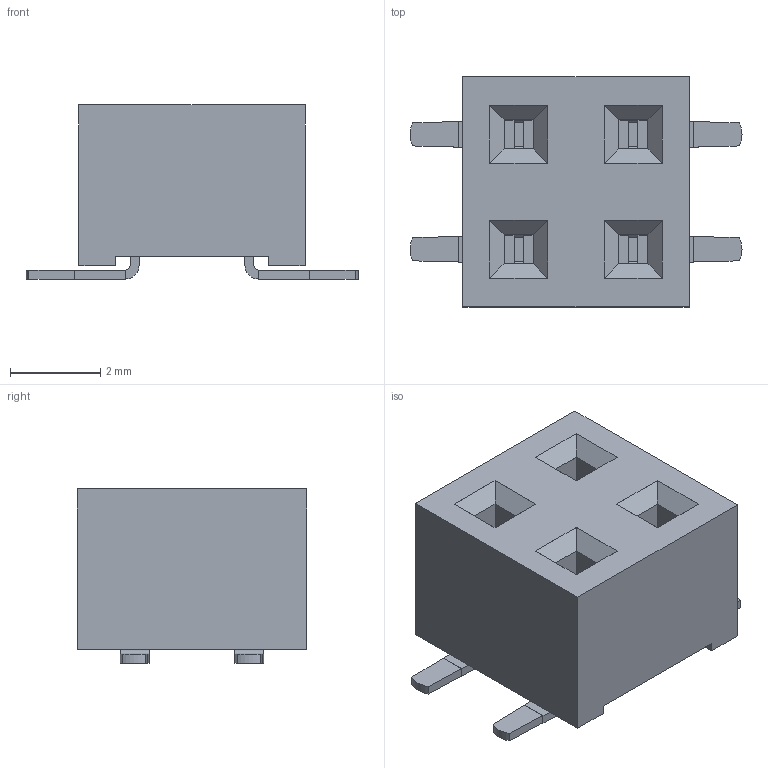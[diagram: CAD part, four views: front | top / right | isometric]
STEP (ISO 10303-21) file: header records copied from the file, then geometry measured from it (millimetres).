
FILE_DESCRIPTION(/* description */ (''),/* implementation_level */ '2;1');
FILE_NAME(/* name */ 'PinSocket_2x02_P2.54mm_Vertical_SMD_Low.step',/* time_stamp */ '2024-11-08T00:00:19+01:00',/* author */ (''),/* organization */ (''),/* preprocessor_version */ 'ST-DEVELOPER v20',/* originating_system */ 'Autodesk Translation Framework v13.20.0.188',/* authorisation */ '');
FILE_SCHEMA (('AUTOMOTIVE_DESIGN { 1 0 10303 214 3 1 1 }'));
Length unit declared in the file: millimetre
Products named in the file (1): (Unsaved)
Bounding box: 7.34 x 5.08 x 3.85 mm (x, y, z)
Volume: 83.3 mm3; surface area: 168.2 mm2
Topology: 5 solids, 5 shells, 174 faces, 424 edges, 272 vertices
Faces by surface type: plane 162, cylinder 12
Entity records: 5192 total; most frequent: CARTESIAN_POINT 871, ORIENTED_EDGE 848, DIRECTION 798, EDGE_CURVE 424, LINE 400, VECTOR 400, VERTEX_POINT 272, AXIS2_PLACEMENT_3D 199
